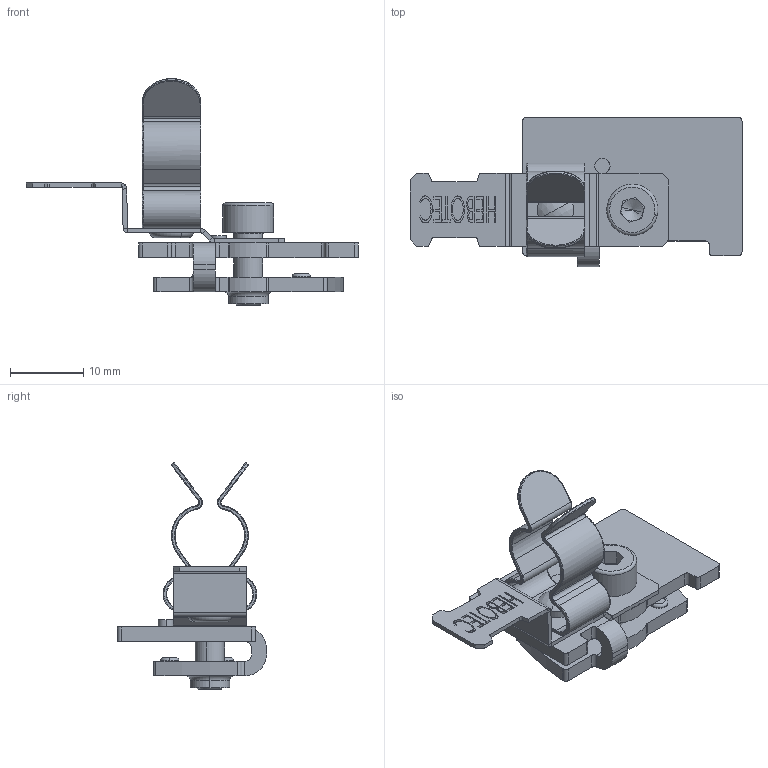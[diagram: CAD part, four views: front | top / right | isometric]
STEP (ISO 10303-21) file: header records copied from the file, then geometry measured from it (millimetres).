
FILE_DESCRIPTION (( 'STEP AP214' ), '1' );
FILE_NAME ('1037-004.STEP', '2024-05-14T10:46:06', ( '' ), ( '' ), 'SwSTEP 2.0', 'SolidWorks 2022', '' );
FILE_SCHEMA (( 'AUTOMOTIVE_DESIGN' ));
Length unit declared in the file: millimetre
Products named in the file (7): 1037-004; DIN 912 M4 x 10_DIN 912 M4 x 16 --- 16C; 1010-004.; 3x1,5_1mm Blechstärke; 3011-210; 4.Teil.3011-210_1; 1022-064.
Assembly tree (6 placements, depth 3):
  1037-004
    3011-210
      4.Teil.3011-210_1
    DIN 912 M4 x 10_DIN 912 M4 x 16 --- 16C
    3x1,5_1mm Blechstärke
    1022-064.
    1010-004.
Bounding box: 45.4 x 20.4 x 30.99 mm (x, y, z)
Volume: 2444 mm3; surface area: 4412.9 mm2
Topology: 5 solids, 5 shells, 423 faces, 1030 edges, 637 vertices
Faces by surface type: plane 178, cylinder 137, bspline 80, torus 22, cone 4, sphere 2
Entity records: 15420 total; most frequent: CARTESIAN_POINT 5297, ORIENTED_EDGE 2052, DIRECTION 1994, EDGE_CURVE 1026, AXIS2_PLACEMENT_3D 721, VERTEX_POINT 637, VECTOR 552, LINE 552
